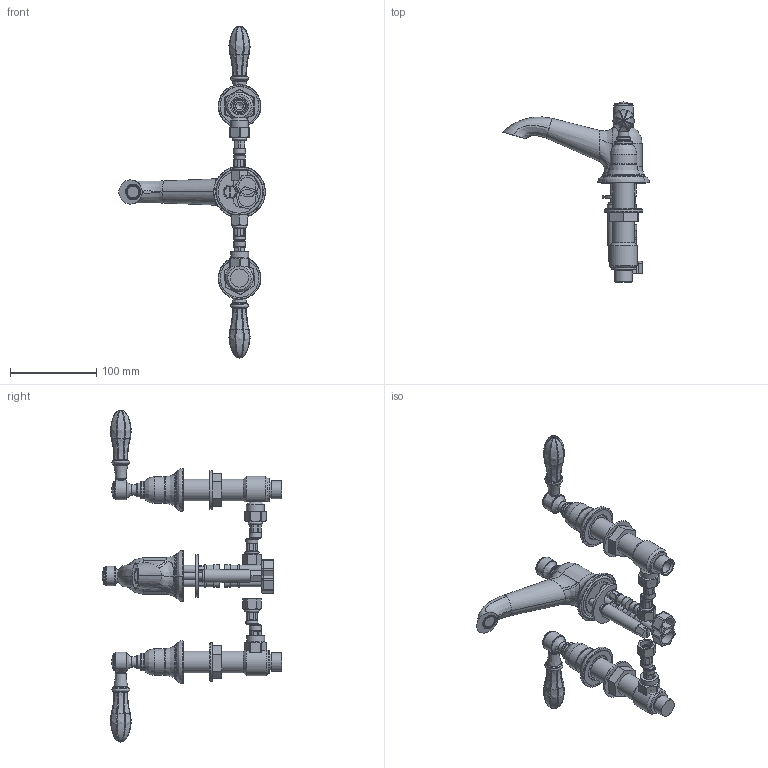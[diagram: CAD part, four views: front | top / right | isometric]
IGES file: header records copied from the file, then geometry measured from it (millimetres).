
Global section: file name: V2K11NP-GB; native system: Autodesk Inventor 2018; preprocessor: unknown; author: rclarke; date: 20190708.103037; units: millimetre
Bounding box: 170.56 x 209.11 x 386 mm (x, y, z)
Volume: 437773.4 mm3; surface area: 188129.1 mm2
Topology: 51 solids, 52 shells, 2122 faces, 5498 edges, 3621 vertices
Faces by surface type: bspline 2112, offset 10
